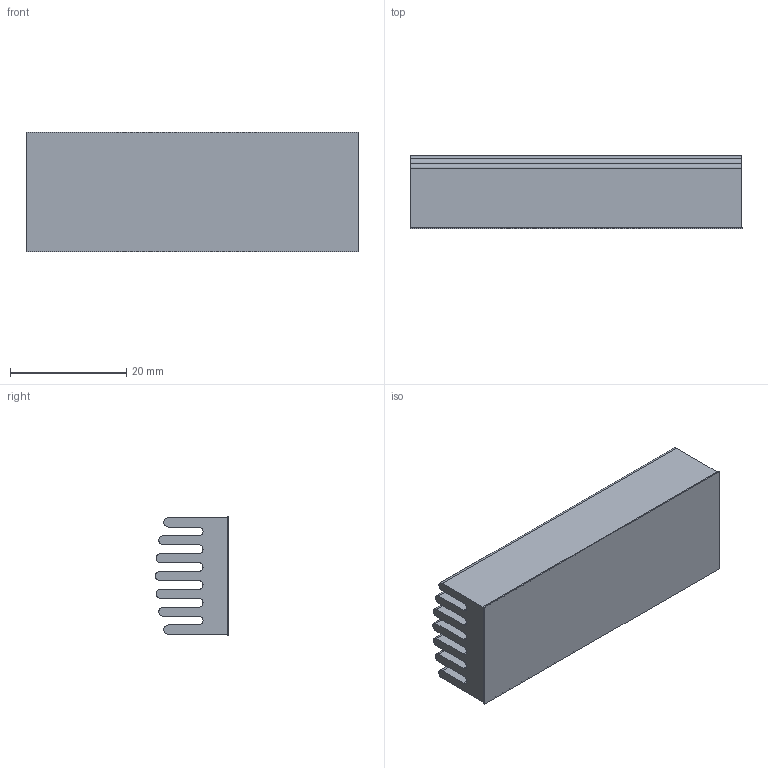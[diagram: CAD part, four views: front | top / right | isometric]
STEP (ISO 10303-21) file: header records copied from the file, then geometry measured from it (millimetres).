
FILE_DESCRIPTION (( 'STEP AP214' ), '1' );
FILE_NAME ('tpd_radiator.STEP', '2020-08-15T05:03:52', ( '' ), ( '' ), 'SwSTEP 2.0', 'SolidWorks 2020', '' );
FILE_SCHEMA (( 'AUTOMOTIVE_DESIGN' ));
Length unit declared in the file: millimetre
Products named in the file (3): termal_glue _plate; tpd_radiator; brige_cooler
Assembly tree (2 placements, depth 2):
  tpd_radiator
    termal_glue _plate
    brige_cooler
Bounding box: 57.15 x 12.7 x 20.5 mm (x, y, z)
Volume: 9815.8 mm3; surface area: 11043.3 mm2
Topology: 2 solids, 2 shells, 36 faces, 96 edges, 64 vertices
Faces by surface type: plane 23, cylinder 13
Entity records: 1236 total; most frequent: DIRECTION 204, CARTESIAN_POINT 201, ORIENTED_EDGE 192, EDGE_CURVE 96, LINE 70, VECTOR 70, AXIS2_PLACEMENT_3D 67, VERTEX_POINT 64
